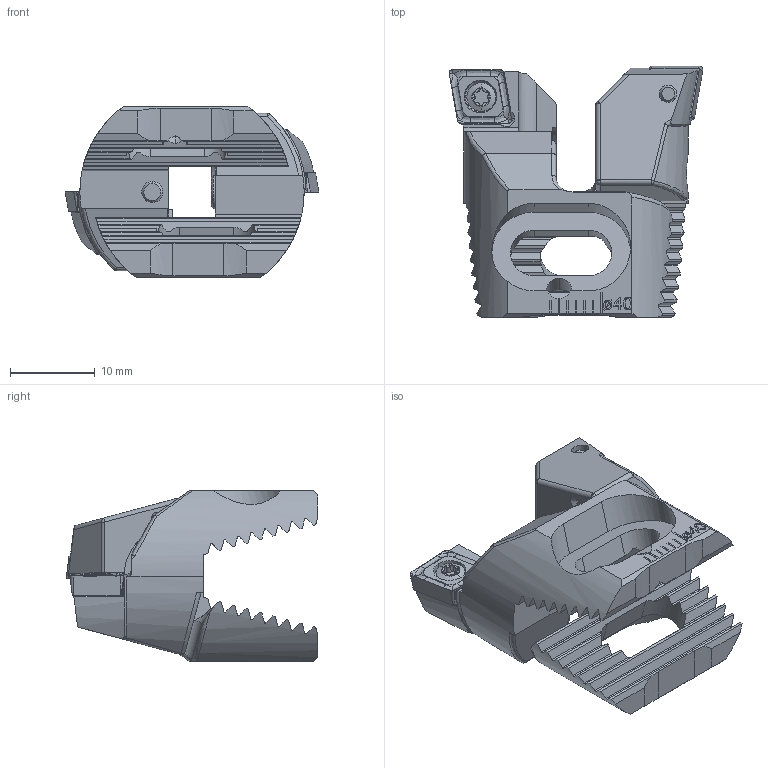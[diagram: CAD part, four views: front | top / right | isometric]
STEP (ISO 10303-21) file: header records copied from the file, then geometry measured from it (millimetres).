
FILE_DESCRIPTION (( 'STEP AP203' ), '1' );
FILE_NAME ('D74.025.031.006.STEP', '2018-02-28T13:44:26', ( 'SWIAdmin' ), ( 'Hewlett-Packard Company' ), 'SwSTEP 2.0', 'SolidWorks 2017', '' );
FILE_SCHEMA (( 'CONFIG_CONTROL_DESIGN' ));
Length unit declared in the file: millimetre
Products named in the file (7): ISO 4028 - M3 x 5_M3x6; D74.025.031.006; WCA-ER2.001.006_A; CCMT060204; ZC2-xxx.001.016_A; ZC2-xxx.001.016_A_versetzt Combi; Z25-ER3.001.010_A
Assembly tree (8 placements, depth 2):
  D74.025.031.006
    WCA-ER2.001.006_A  x2
    CCMT060204  x2
    ZC2-xxx.001.016_A
    ZC2-xxx.001.016_A_versetzt Combi
    Z25-ER3.001.010_A
    ISO 4028 - M3 x 5_M3x6
Bounding box: 30 x 29.7 x 20.2 mm (x, y, z)
Volume: 5153.2 mm3; surface area: 4688.4 mm2
Topology: 8 solids, 8 shells, 653 faces, 1736 edges, 1101 vertices
Faces by surface type: plane 328, cylinder 143, bspline 92, cone 60, torus 16, sphere 14
Entity records: 22088 total; most frequent: CARTESIAN_POINT 8351, ORIENTED_EDGE 3066, DIRECTION 2231, EDGE_CURVE 1533, VERTEX_POINT 985, VECTOR 817, LINE 817, AXIS2_PLACEMENT_3D 707
